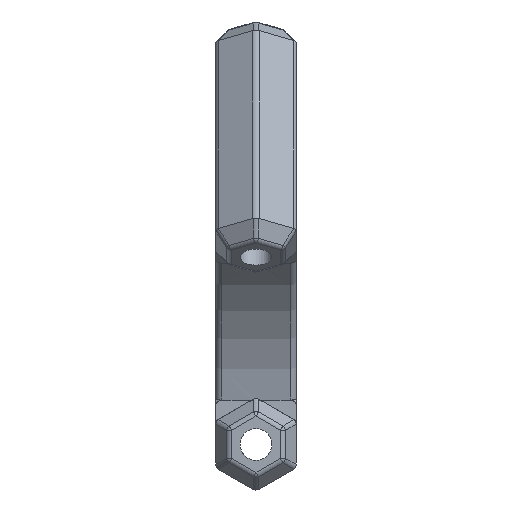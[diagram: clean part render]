
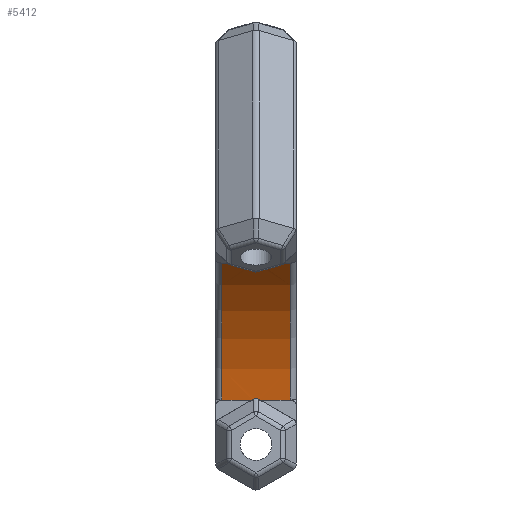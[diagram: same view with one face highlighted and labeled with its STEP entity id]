
A CAD part, left-side view. The second image highlights one B-rep face of the part: STEP entity #5412.
In plain terms, the highlighted cylindrical face has radius 34.781 mm (diameter 69.561 mm), a partial arc.
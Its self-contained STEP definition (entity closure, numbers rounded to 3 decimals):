
#38=B_SPLINE_CURVE_WITH_KNOTS('',3,(#8544,#8545,#8546,#8547,#8548,#8549,
#8550,#8551,#8552,#8553),.UNSPECIFIED.,.F.,.F.,(4,2,2,2,4),(0.285,
0.289,0.326,0.364,0.368),
 .UNSPECIFIED.);
#39=B_SPLINE_CURVE_WITH_KNOTS('',3,(#8774,#8775,#8776,#8777,#8778,#8779,
#8780,#8781,#8782,#8783,#8784),.UNSPECIFIED.,.F.,.F.,(4,2,3,2,4),(-0.041,
-0.037,0.,0.039,0.041),
 .UNSPECIFIED.);
#233=ELLIPSE('',#5714,84.131,34.781);
#234=ELLIPSE('',#5720,84.131,34.781);
#240=ELLIPSE('',#5773,84.131,34.781);
#265=ELLIPSE('',#5953,69.561,34.781);
#266=ELLIPSE('',#5954,84.131,34.781);
#267=ELLIPSE('',#5956,69.561,34.781);
#276=ELLIPSE('',#5980,69.561,34.781);
#554=FACE_OUTER_BOUND('',#903,.T.);
#903=EDGE_LOOP('',(#4482,#4483,#4484,#4485,#4486,#4487,#4488,#4489,#4490,
#4491,#4492,#4493,#4494,#4495,#4496,#4497));
#1162=LINE('',#8729,#1586);
#1345=LINE('',#9658,#1769);
#1347=LINE('',#9718,#1771);
#1348=LINE('',#9721,#1772);
#1349=LINE('',#9722,#1773);
#1586=VECTOR('',#6816,10.);
#1769=VECTOR('',#7467,10.);
#1771=VECTOR('',#7489,10.);
#1772=VECTOR('',#7492,10.);
#1773=VECTOR('',#7493,10.);
#2064=CIRCLE('',#6011,34.781);
#2068=CIRCLE('',#6018,34.781);
#2259=VERTEX_POINT('',#8504);
#2260=VERTEX_POINT('',#8506);
#2264=VERTEX_POINT('',#8542);
#2266=VERTEX_POINT('',#8557);
#2299=VERTEX_POINT('',#8724);
#2300=VERTEX_POINT('',#8726);
#2301=VERTEX_POINT('',#8728);
#2306=VERTEX_POINT('',#8772);
#2492=VERTEX_POINT('',#9402);
#2493=VERTEX_POINT('',#9404);
#2494=VERTEX_POINT('',#9408);
#2514=VERTEX_POINT('',#9469);
#2532=VERTEX_POINT('',#9654);
#2534=VERTEX_POINT('',#9675);
#2535=VERTEX_POINT('',#9707);
#2538=VERTEX_POINT('',#9719);
#2824=EDGE_CURVE('',#2260,#2259,#233,.T.);
#2831=EDGE_CURVE('',#2264,#2259,#38,.F.);
#2834=EDGE_CURVE('',#2266,#2264,#234,.F.);
#2895=EDGE_CURVE('',#2300,#2299,#240,.T.);
#2896=EDGE_CURVE('',#2300,#2301,#1162,.T.);
#2908=EDGE_CURVE('',#2306,#2299,#39,.F.);
#3164=EDGE_CURVE('',#2493,#2492,#265,.T.);
#3165=EDGE_CURVE('',#2493,#2306,#266,.F.);
#3167=EDGE_CURVE('',#2494,#2260,#267,.T.);
#3196=EDGE_CURVE('',#2266,#2514,#276,.T.);
#3228=EDGE_CURVE('',#2514,#2532,#1345,.T.);
#3232=EDGE_CURVE('',#2534,#2535,#2064,.T.);
#3237=EDGE_CURVE('',#2494,#2534,#1347,.T.);
#3238=EDGE_CURVE('',#2538,#2532,#2068,.T.);
#3239=EDGE_CURVE('',#2538,#2301,#1348,.T.);
#3240=EDGE_CURVE('',#2492,#2535,#1349,.T.);
#4482=ORIENTED_EDGE('',*,*,#3232,.F.);
#4483=ORIENTED_EDGE('',*,*,#3237,.F.);
#4484=ORIENTED_EDGE('',*,*,#3167,.T.);
#4485=ORIENTED_EDGE('',*,*,#2824,.T.);
#4486=ORIENTED_EDGE('',*,*,#2831,.F.);
#4487=ORIENTED_EDGE('',*,*,#2834,.F.);
#4488=ORIENTED_EDGE('',*,*,#3196,.T.);
#4489=ORIENTED_EDGE('',*,*,#3228,.T.);
#4490=ORIENTED_EDGE('',*,*,#3238,.F.);
#4491=ORIENTED_EDGE('',*,*,#3239,.T.);
#4492=ORIENTED_EDGE('',*,*,#2896,.F.);
#4493=ORIENTED_EDGE('',*,*,#2895,.T.);
#4494=ORIENTED_EDGE('',*,*,#2908,.F.);
#4495=ORIENTED_EDGE('',*,*,#3165,.F.);
#4496=ORIENTED_EDGE('',*,*,#3164,.T.);
#4497=ORIENTED_EDGE('',*,*,#3240,.T.);
#5141=CYLINDRICAL_SURFACE('',#6017,34.781);
#5412=ADVANCED_FACE('',(#554),#5141,.F.);
#5714=AXIS2_PLACEMENT_3D('',#8507,#6657,#6658);
#5720=AXIS2_PLACEMENT_3D('',#8559,#6675,#6676);
#5773=AXIS2_PLACEMENT_3D('',#8727,#6814,#6815);
#5953=AXIS2_PLACEMENT_3D('',#9405,#7327,#7328);
#5954=AXIS2_PLACEMENT_3D('',#9406,#7329,#7330);
#5956=AXIS2_PLACEMENT_3D('',#9410,#7334,#7335);
#5980=AXIS2_PLACEMENT_3D('',#9470,#7398,#7399);
#6011=AXIS2_PLACEMENT_3D('',#9708,#7474,#7475);
#6017=AXIS2_PLACEMENT_3D('',#9717,#7487,#7488);
#6018=AXIS2_PLACEMENT_3D('',#9720,#7490,#7491);
#6657=DIRECTION('center_axis',(0.562,-0.413,-0.716));
#6658=DIRECTION('ref_axis',(0.255,0.911,-0.325));
#6675=DIRECTION('center_axis',(0.562,0.413,-0.716));
#6676=DIRECTION('ref_axis',(0.255,-0.911,-0.325));
#6814=DIRECTION('center_axis',(-0.339,0.413,0.845));
#6815=DIRECTION('ref_axis',(0.154,0.911,-0.384));
#6816=DIRECTION('',(-0.433,-0.866,0.25));
#7327=DIRECTION('center_axis',(-0.75,-0.5,0.433));
#7328=DIRECTION('ref_axis',(0.433,-0.866,-0.25));
#7329=DIRECTION('center_axis',(-0.339,-0.413,0.845));
#7330=DIRECTION('ref_axis',(0.154,-0.911,-0.384));
#7334=DIRECTION('center_axis',(0.,-0.5,-0.866));
#7335=DIRECTION('ref_axis',(0.,-0.866,0.5));
#7398=DIRECTION('center_axis',(0.,0.5,-0.866));
#7399=DIRECTION('ref_axis',(0.,0.866,0.5));
#7467=DIRECTION('',(0.,-1.,0.));
#7474=DIRECTION('center_axis',(0.,-1.,0.));
#7475=DIRECTION('ref_axis',(0.866,0.,0.5));
#7487=DIRECTION('center_axis',(0.,1.,0.));
#7488=DIRECTION('ref_axis',(0.988,0.,0.157));
#7489=DIRECTION('',(0.,1.,0.));
#7490=DIRECTION('center_axis',(0.,1.,0.));
#7491=DIRECTION('ref_axis',(0.866,0.,0.5));
#7492=DIRECTION('',(0.,1.,0.));
#7493=DIRECTION('',(0.,1.,0.));
#8504=CARTESIAN_POINT('',(-17.077,6.763,-24.1));
#8506=CARTESIAN_POINT('',(-17.06,6.973,-24.207));
#8507=CARTESIAN_POINT('Origin',(-51.407,-30.279,-29.68));
#8542=CARTESIAN_POINT('',(-17.077,5.937,-24.1));
#8544=CARTESIAN_POINT('Ctrl Pts',(-17.077,6.763,-24.1));
#8545=CARTESIAN_POINT('Ctrl Pts',(-17.078,6.751,-24.094));
#8546=CARTESIAN_POINT('Ctrl Pts',(-17.079,6.738,-24.087));
#8547=CARTESIAN_POINT('Ctrl Pts',(-17.089,6.606,-24.027));
#8548=CARTESIAN_POINT('Ctrl Pts',(-17.094,6.475,-23.999));
#8549=CARTESIAN_POINT('Ctrl Pts',(-17.094,6.225,-23.999));
#8550=CARTESIAN_POINT('Ctrl Pts',(-17.089,6.094,-24.027));
#8551=CARTESIAN_POINT('Ctrl Pts',(-17.079,5.962,-24.087));
#8552=CARTESIAN_POINT('Ctrl Pts',(-17.078,5.949,-24.094));
#8553=CARTESIAN_POINT('Ctrl Pts',(-17.077,5.937,-24.1));
#8557=CARTESIAN_POINT('',(-17.06,5.727,-24.207));
#8559=CARTESIAN_POINT('Origin',(-51.407,42.979,-29.68));
#8724=CARTESIAN_POINT('',(-29.41,5.937,-2.739));
#8726=CARTESIAN_POINT('',(-29.494,5.727,-2.671));
#8727=CARTESIAN_POINT('Origin',(-51.407,42.979,-29.68));
#8728=CARTESIAN_POINT('',(-29.495,5.726,-2.67));
#8729=CARTESIAN_POINT('',(-26.549,11.617,-4.371));
#8772=CARTESIAN_POINT('',(-29.41,6.763,-2.739));
#8774=CARTESIAN_POINT('Ctrl Pts',(-29.41,5.937,-2.739));
#8775=CARTESIAN_POINT('Ctrl Pts',(-29.405,5.949,-2.743));
#8776=CARTESIAN_POINT('Ctrl Pts',(-29.4,5.962,-2.747));
#8777=CARTESIAN_POINT('Ctrl Pts',(-29.353,6.094,-2.786));
#8778=CARTESIAN_POINT('Ctrl Pts',(-29.331,6.225,-2.804));
#8779=CARTESIAN_POINT('Ctrl Pts',(-29.331,6.35,-2.804));
#8780=CARTESIAN_POINT('Ctrl Pts',(-29.331,6.48,-2.804));
#8781=CARTESIAN_POINT('Ctrl Pts',(-29.354,6.616,-2.785));
#8782=CARTESIAN_POINT('Ctrl Pts',(-29.403,6.747,-2.745));
#8783=CARTESIAN_POINT('Ctrl Pts',(-29.407,6.755,-2.742));
#8784=CARTESIAN_POINT('Ctrl Pts',(-29.41,6.763,-2.739));
#9402=CARTESIAN_POINT('',(-29.495,6.974,-2.67));
#9404=CARTESIAN_POINT('',(-29.494,6.973,-2.671));
#9405=CARTESIAN_POINT('Origin',(-51.407,16.452,-29.68));
#9406=CARTESIAN_POINT('Origin',(-51.407,-30.279,-29.68));
#9408=CARTESIAN_POINT('',(-17.06,6.974,-24.208));
#9410=CARTESIAN_POINT('Origin',(-51.407,16.452,-29.68));
#9469=CARTESIAN_POINT('',(-17.06,5.726,-24.208));
#9470=CARTESIAN_POINT('Origin',(-51.407,-3.752,-29.68));
#9654=CARTESIAN_POINT('',(-17.06,1.,-24.208));
#9658=CARTESIAN_POINT('',(-17.06,0.,-24.208));
#9675=CARTESIAN_POINT('',(-17.06,11.7,-24.208));
#9707=CARTESIAN_POINT('',(-29.495,11.7,-2.67));
#9708=CARTESIAN_POINT('Origin',(-51.407,11.7,-29.68));
#9717=CARTESIAN_POINT('Origin',(-51.407,0.,-29.68));
#9718=CARTESIAN_POINT('',(-17.06,0.,-24.208));
#9719=CARTESIAN_POINT('',(-29.495,1.,-2.67));
#9720=CARTESIAN_POINT('Origin',(-51.407,1.,-29.68));
#9721=CARTESIAN_POINT('',(-29.495,0.,-2.67));
#9722=CARTESIAN_POINT('',(-29.495,0.,-2.67));
